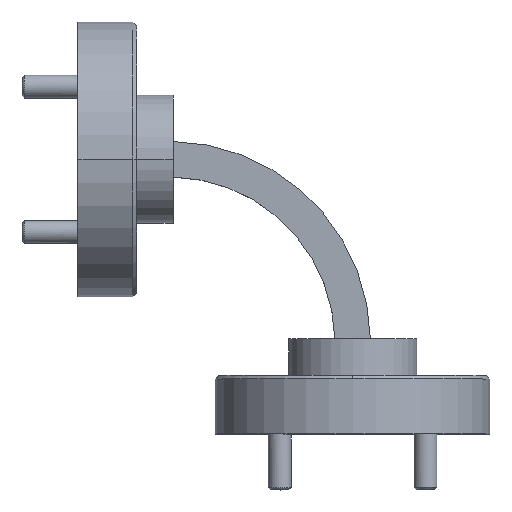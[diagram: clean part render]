
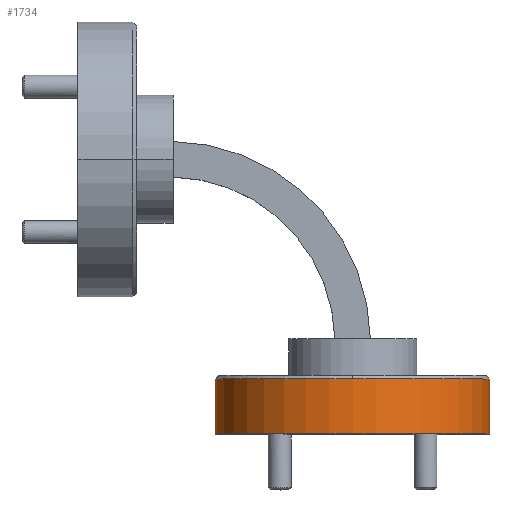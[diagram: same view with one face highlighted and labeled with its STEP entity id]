
A CAD part, top view. The second image highlights one B-rep face of the part: STEP entity #1734.
In plain terms, the highlighted cylindrical face has radius 9.525 mm (diameter 19.05 mm), a partial arc.
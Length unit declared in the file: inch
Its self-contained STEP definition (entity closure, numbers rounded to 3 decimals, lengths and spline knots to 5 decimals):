
#3 = LINE ( 'NONE', #2149, #866 ) ;
#32 = CARTESIAN_POINT ( 'NONE',  ( -0.97001, 0.09482, 0.16423 ) ) ;
#275 = DIRECTION ( 'NONE',  ( 0., -1., 0. ) ) ;
#495 = VECTOR ( 'NONE', #1278, 39.37008 ) ;
#500 = ORIENTED_EDGE ( 'NONE', *, *, #3932, .F. ) ;
#582 = EDGE_CURVE ( 'NONE', #2841, #4528, #2137, .T. ) ;
#659 = ORIENTED_EDGE ( 'NONE', *, *, #1339, .F. ) ;
#664 = CIRCLE ( 'NONE', #1907, 0.375 ) ;
#866 = VECTOR ( 'NONE', #275, 39.37008 ) ;
#1008 = CARTESIAN_POINT ( 'NONE',  ( -0.59501, 0.09482, 0.16423 ) ) ;
#1141 = DIRECTION ( 'NONE',  ( 1., 0., 0. ) ) ;
#1180 = AXIS2_PLACEMENT_3D ( 'NONE', #32, #1497, #1141 ) ;
#1233 = VERTEX_POINT ( 'NONE', #1008 ) ;
#1267 = VERTEX_POINT ( 'NONE', #3971 ) ;
#1278 = DIRECTION ( 'NONE',  ( 0., -1., 0. ) ) ;
#1300 = LINE ( 'NONE', #3885, #495 ) ;
#1339 = EDGE_CURVE ( 'NONE', #2727, #1233, #3, .T. ) ;
#1374 = AXIS2_PLACEMENT_3D ( 'NONE', #1768, #4418, #3240 ) ;
#1432 = ORIENTED_EDGE ( 'NONE', *, *, #2020, .T. ) ;
#1497 = DIRECTION ( 'NONE',  ( 0., -1., 0. ) ) ;
#1734 = ADVANCED_FACE ( 'NONE', ( #1819 ), #2158, .T. ) ;
#1768 = CARTESIAN_POINT ( 'NONE',  ( -0.97001, 0.25482, 0.16423 ) ) ;
#1819 = FACE_OUTER_BOUND ( 'NONE', #4012, .T. ) ;
#1907 = AXIS2_PLACEMENT_3D ( 'NONE', #3338, #4727, #4447 ) ;
#2020 = EDGE_CURVE ( 'NONE', #4528, #1267, #1300, .T. ) ;
#2137 = CIRCLE ( 'NONE', #4052, 0.375 ) ;
#2149 = CARTESIAN_POINT ( 'NONE',  ( -0.59501, 0.25482, 0.16423 ) ) ;
#2158 = CYLINDRICAL_SURFACE ( 'NONE', #1374, 0.375 ) ;
#2250 = DIRECTION ( 'NONE',  ( 0., 0., -1. ) ) ;
#2349 = ORIENTED_EDGE ( 'NONE', *, *, #582, .T. ) ;
#2727 = VERTEX_POINT ( 'NONE', #4580 ) ;
#2841 = VERTEX_POINT ( 'NONE', #4306 ) ;
#2930 = ORIENTED_EDGE ( 'NONE', *, *, #3396, .T. ) ;
#2941 = CIRCLE ( 'NONE', #1180, 0.375 ) ;
#3240 = DIRECTION ( 'NONE',  ( 1., 0., 0. ) ) ;
#3338 = CARTESIAN_POINT ( 'NONE',  ( -0.97001, 0.24482, 0.16423 ) ) ;
#3348 = DIRECTION ( 'NONE',  ( 0., -1., 0. ) ) ;
#3395 = CARTESIAN_POINT ( 'NONE',  ( -0.97001, 0.24482, 0.16423 ) ) ;
#3396 = EDGE_CURVE ( 'NONE', #2727, #2841, #664, .T. ) ;
#3688 = CARTESIAN_POINT ( 'NONE',  ( -1.34501, 0.24482, 0.16423 ) ) ;
#3885 = CARTESIAN_POINT ( 'NONE',  ( -1.34501, 0.25482, 0.16423 ) ) ;
#3932 = EDGE_CURVE ( 'NONE', #1233, #1267, #2941, .T. ) ;
#3971 = CARTESIAN_POINT ( 'NONE',  ( -1.34501, 0.09482, 0.16423 ) ) ;
#4012 = EDGE_LOOP ( 'NONE', ( #2930, #2349, #1432, #500, #659 ) ) ;
#4052 = AXIS2_PLACEMENT_3D ( 'NONE', #3395, #3348, #2250 ) ;
#4306 = CARTESIAN_POINT ( 'NONE',  ( -0.97001, 0.24482, 0.53923 ) ) ;
#4418 = DIRECTION ( 'NONE',  ( 0., -1., 0. ) ) ;
#4447 = DIRECTION ( 'NONE',  ( 0., 0., -1. ) ) ;
#4528 = VERTEX_POINT ( 'NONE', #3688 ) ;
#4580 = CARTESIAN_POINT ( 'NONE',  ( -0.59501, 0.24482, 0.16423 ) ) ;
#4727 = DIRECTION ( 'NONE',  ( 0., -1., 0. ) ) ;
